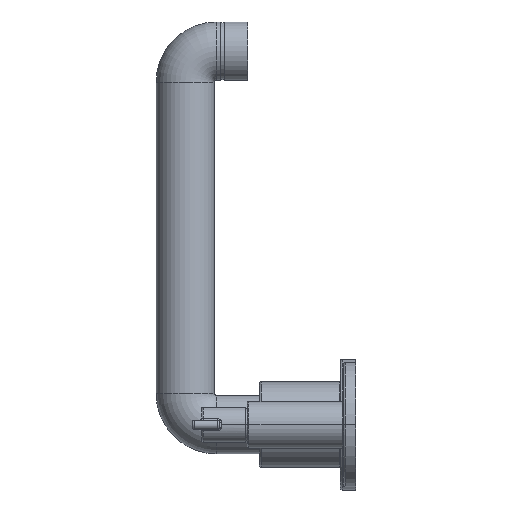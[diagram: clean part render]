
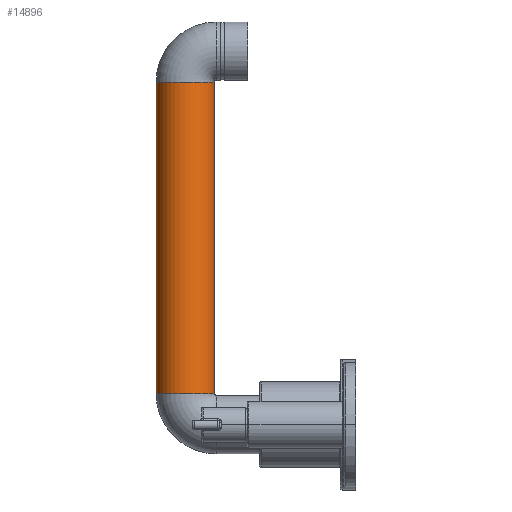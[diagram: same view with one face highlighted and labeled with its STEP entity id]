
A CAD part, left-side view. The second image highlights one B-rep face of the part: STEP entity #14896.
In plain terms, the highlighted cylindrical face has radius 11.919 mm (diameter 23.838 mm), a partial arc.
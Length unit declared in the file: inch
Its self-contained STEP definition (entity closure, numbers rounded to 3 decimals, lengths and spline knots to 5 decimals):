
#12203=CARTESIAN_POINT('',(0.,0.,5.5075));
#12204=DIRECTION('',(0.,0.,1.));
#12205=DIRECTION('',(0.,1.,0.));
#12206=AXIS2_PLACEMENT_3D('',#12203,#12204,#12205);
#12213=CARTESIAN_POINT('',(0.,0.,0.4995));
#12214=DIRECTION('',(0.,0.,1.));
#12215=DIRECTION('',(0.,1.,0.));
#12216=AXIS2_PLACEMENT_3D('',#12213,#12214,#12215);
#12218=DIRECTION('',(0.,0.,1.));
#12219=VECTOR('',#12218,5.008);
#12220=CARTESIAN_POINT('',(0.,0.46925,0.4995));
#12221=LINE('',#12220,#12219);
#13183=DIRECTION('',(0.,0.,1.));
#13184=VECTOR('',#13183,5.008);
#13185=CARTESIAN_POINT('',(0.,-0.46925,0.4995));
#13186=LINE('',#13185,#13184);
#13715=CARTESIAN_POINT('',(0.,-0.46925,0.4995));
#13716=CARTESIAN_POINT('',(0.,0.46925,0.4995));
#13717=VERTEX_POINT('',#13715);
#13718=VERTEX_POINT('',#13716);
#13723=CARTESIAN_POINT('',(0.,-0.46925,5.5075));
#13724=CARTESIAN_POINT('',(0.,0.46925,5.5075));
#13725=VERTEX_POINT('',#13723);
#13726=VERTEX_POINT('',#13724);
#14882=CARTESIAN_POINT('',(0.,0.,0.4995));
#14883=DIRECTION('',(0.,0.,1.));
#14884=DIRECTION('',(0.,-1.,0.));
#14885=AXIS2_PLACEMENT_3D('',#14882,#14883,#14884);
#14886=CYLINDRICAL_SURFACE('',#14885,0.46925);
#14888=ORIENTED_EDGE('',*,*,#14887,.F.);
#14890=ORIENTED_EDGE('',*,*,#14889,.T.);
#14891=ORIENTED_EDGE('',*,*,#14872,.T.);
#14893=ORIENTED_EDGE('',*,*,#14892,.F.);
#14894=EDGE_LOOP('',(#14888,#14890,#14891,#14893));
#14895=FACE_OUTER_BOUND('',#14894,.F.);
#14896=ADVANCED_FACE('',(#14895),#14886,.T.);
#12207=CIRCLE('',#12206,0.46925);
#12217=CIRCLE('',#12216,0.46925);
#14872=EDGE_CURVE('',#13726,#13725,#12207,.T.);
#14887=EDGE_CURVE('',#13718,#13717,#12217,.T.);
#14889=EDGE_CURVE('',#13718,#13726,#12221,.T.);
#14892=EDGE_CURVE('',#13717,#13725,#13186,.T.);
